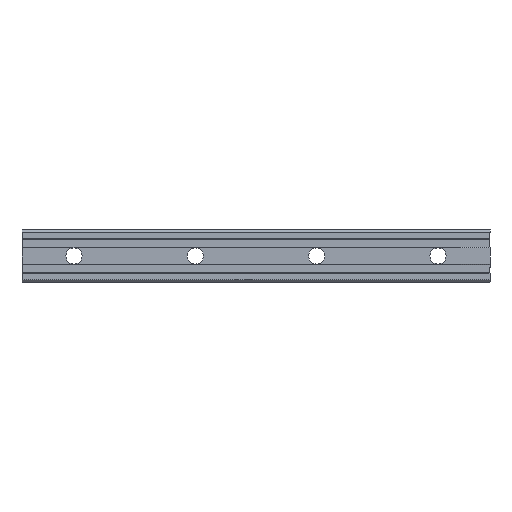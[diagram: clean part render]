
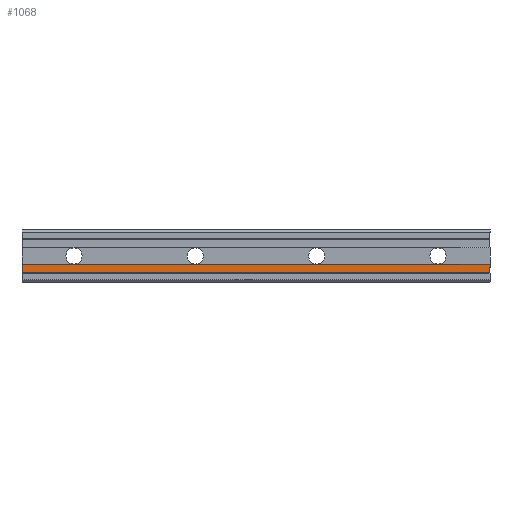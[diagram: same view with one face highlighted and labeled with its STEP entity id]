
A CAD part, front view. The second image highlights one B-rep face of the part: STEP entity #1068.
In plain terms, the highlighted planar face has unit normal (0, -1, 0).
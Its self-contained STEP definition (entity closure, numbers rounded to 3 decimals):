
#27 = ORIENTED_EDGE ( 'NONE', *, *, #1800, .T. ) ;
#56 = AXIS2_PLACEMENT_3D ( 'NONE', #1255, #1635, #232 ) ;
#66 = ORIENTED_EDGE ( 'NONE', *, *, #1257, .F. ) ;
#74 = PLANE ( 'NONE',  #56 ) ;
#232 = DIRECTION ( 'NONE',  ( 0., 0., 1. ) ) ;
#411 = VECTOR ( 'NONE', #900, 1000. ) ;
#426 = EDGE_CURVE ( 'NONE', #2196, #977, #1473, .T. ) ;
#489 = ORIENTED_EDGE ( 'NONE', *, *, #426, .F. ) ;
#560 = CARTESIAN_POINT ( 'NONE',  ( 360., 0.5, 22.211 ) ) ;
#774 = VERTEX_POINT ( 'NONE', #1438 ) ;
#866 = CARTESIAN_POINT ( 'NONE',  ( -45., 0.5, -14.5 ) ) ;
#885 = LINE ( 'NONE', #1575, #953 ) ;
#900 = DIRECTION ( 'NONE',  ( 0., 0., -1. ) ) ;
#927 = DIRECTION ( 'NONE',  ( 0., 0., -1. ) ) ;
#953 = VECTOR ( 'NONE', #927, 1000. ) ;
#976 = CARTESIAN_POINT ( 'NONE',  ( 360., 0.5, -7.5 ) ) ;
#977 = VERTEX_POINT ( 'NONE', #866 ) ;
#1042 = CARTESIAN_POINT ( 'NONE',  ( 360., 0.5, -7.5 ) ) ;
#1068 = ADVANCED_FACE ( 'NONE', ( #1612 ), #74, .F. ) ;
#1078 = EDGE_CURVE ( 'NONE', #1409, #2196, #2110, .T. ) ;
#1203 = VECTOR ( 'NONE', #1651, 1000. ) ;
#1255 = CARTESIAN_POINT ( 'NONE',  ( 360., 0.5, -7.5 ) ) ;
#1257 = EDGE_CURVE ( 'NONE', #774, #1409, #1487, .T. ) ;
#1264 = ORIENTED_EDGE ( 'NONE', *, *, #1078, .F. ) ;
#1323 = EDGE_LOOP ( 'NONE', ( #489, #1264, #66, #27 ) ) ;
#1409 = VERTEX_POINT ( 'NONE', #1042 ) ;
#1421 = CARTESIAN_POINT ( 'NONE',  ( 360., 0.5, -14.5 ) ) ;
#1427 = VECTOR ( 'NONE', #1684, 1000. ) ;
#1438 = CARTESIAN_POINT ( 'NONE',  ( -45., 0.5, -7.5 ) ) ;
#1473 = LINE ( 'NONE', #1691, #1203 ) ;
#1487 = LINE ( 'NONE', #976, #1427 ) ;
#1575 = CARTESIAN_POINT ( 'NONE',  ( -45., 0.5, 22.211 ) ) ;
#1612 = FACE_OUTER_BOUND ( 'NONE', #1323, .T. ) ;
#1635 = DIRECTION ( 'NONE',  ( 0., 1., 0. ) ) ;
#1651 = DIRECTION ( 'NONE',  ( -1., 0., 0. ) ) ;
#1684 = DIRECTION ( 'NONE',  ( 1., 0., 0. ) ) ;
#1691 = CARTESIAN_POINT ( 'NONE',  ( 360., 0.5, -14.5 ) ) ;
#1800 = EDGE_CURVE ( 'NONE', #774, #977, #885, .T. ) ;
#2110 = LINE ( 'NONE', #560, #411 ) ;
#2196 = VERTEX_POINT ( 'NONE', #1421 ) ;
